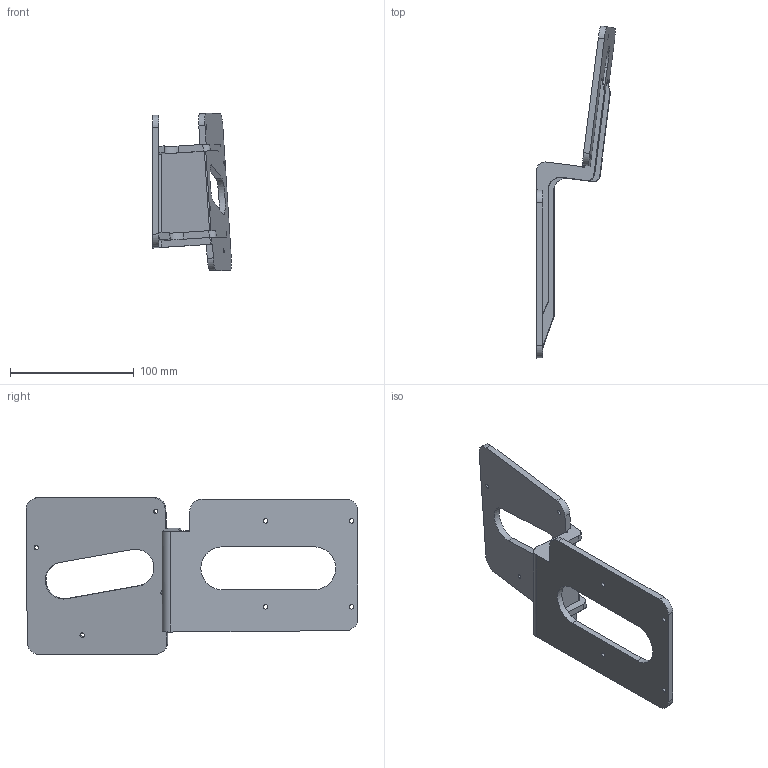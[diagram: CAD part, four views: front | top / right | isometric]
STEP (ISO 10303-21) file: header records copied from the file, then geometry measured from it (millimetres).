
FILE_DESCRIPTION(/* description */ (''),/* implementation_level */ '2;1');
FILE_NAME(/* name */ 'Z 3d nyomtatott.stp',/* time_stamp */ '2023-02-13T16:13:50+01:00',/* author */ ('krist'),/* organization */ (''),/* preprocessor_version */ 'ST-DEVELOPER v18.1',/* originating_system */ 'Autodesk Inventor 2022',/* authorisation */ '');
FILE_SCHEMA (('AUTOMOTIVE_DESIGN { 1 0 10303 214 3 1 1 }'));
Length unit declared in the file: millimetre
Products named in the file (1): Z 3d nyomtatott
Bounding box: 63.8 x 268.55 x 127.36 mm (x, y, z)
Volume: 153960.1 mm3; surface area: 68349 mm2
Topology: 1 solids, 1 shells, 67 faces, 195 edges, 130 vertices
Faces by surface type: plane 38, cylinder 29
Full cylindrical faces by diameter (mm): 3.6 x8
Entity records: 2322 total; most frequent: CARTESIAN_POINT 396, DIRECTION 392, ORIENTED_EDGE 390, EDGE_CURVE 195, LINE 132, VECTOR 132, VERTEX_POINT 130, AXIS2_PLACEMENT_3D 130
